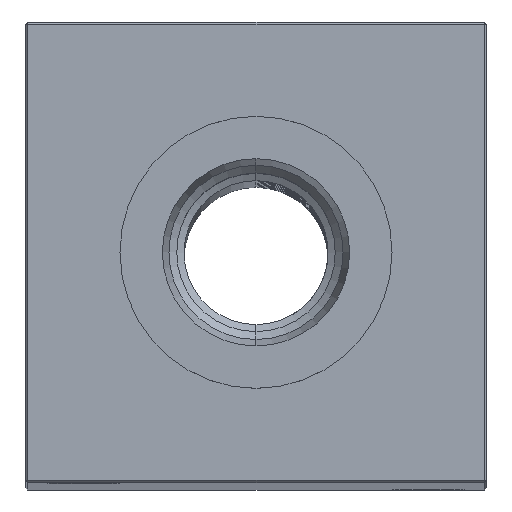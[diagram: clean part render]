
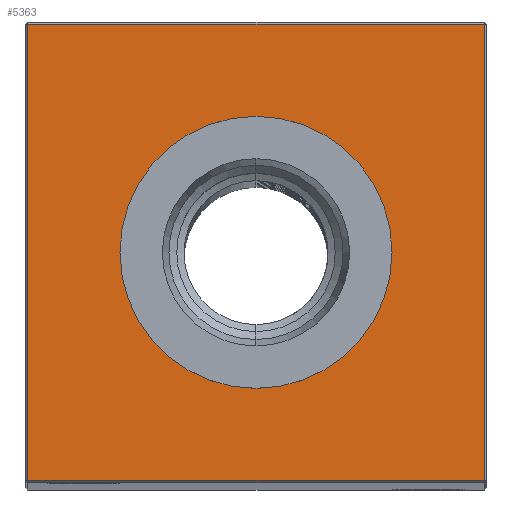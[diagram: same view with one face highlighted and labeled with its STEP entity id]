
A CAD part, top view. The second image highlights one B-rep face of the part: STEP entity #5363.
In plain terms, the highlighted planar face has unit normal (0, 0, 1).
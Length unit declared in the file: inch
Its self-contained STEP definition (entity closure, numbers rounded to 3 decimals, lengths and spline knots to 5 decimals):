
#429 = CARTESIAN_POINT ( 'NONE',  ( 0.99, -0.99, 18.25 ) ) ;
#789 = CARTESIAN_POINT ( 'NONE',  ( -0.99, 0., 18.25 ) ) ;
#879 = ORIENTED_EDGE ( 'NONE', *, *, #21908, .T. ) ;
#1783 = CARTESIAN_POINT ( 'NONE',  ( -0.99, -0.99, 18.25 ) ) ;
#1976 = FACE_OUTER_BOUND ( 'NONE', #2633, .T. ) ;
#2153 = DIRECTION ( 'NONE',  ( -1., 0., 0. ) ) ;
#2633 = EDGE_LOOP ( 'NONE', ( #11326, #21276, #5043, #16141 ) ) ;
#2892 = CARTESIAN_POINT ( 'NONE',  ( 0.99, 0.99, 18.25 ) ) ;
#3032 = DIRECTION ( 'NONE',  ( 0., -1., 0. ) ) ;
#3198 = AXIS2_PLACEMENT_3D ( 'NONE', #26885, #15002, #8594 ) ;
#3654 = CIRCLE ( 'NONE', #3198, 0.59055 ) ;
#4203 = DIRECTION ( 'NONE',  ( -1., 0., 0. ) ) ;
#4235 = CARTESIAN_POINT ( 'NONE',  ( 0., 0.99, 18.25 ) ) ;
#5043 = ORIENTED_EDGE ( 'NONE', *, *, #8424, .T. ) ;
#5363 = ADVANCED_FACE ( 'NONE', ( #1976, #24745 ), #13598, .F. ) ;
#6543 = EDGE_CURVE ( 'NONE', #10364, #22977, #16583, .T. ) ;
#7150 = VERTEX_POINT ( 'NONE', #25693 ) ;
#8424 = EDGE_CURVE ( 'NONE', #8824, #9484, #13602, .T. ) ;
#8594 = DIRECTION ( 'NONE',  ( -1., 0., 0. ) ) ;
#8824 = VERTEX_POINT ( 'NONE', #429 ) ;
#8969 = CARTESIAN_POINT ( 'NONE',  ( 0.99, 0., 18.25 ) ) ;
#8993 = LINE ( 'NONE', #25223, #12421 ) ;
#9484 = VERTEX_POINT ( 'NONE', #2892 ) ;
#10293 = EDGE_CURVE ( 'NONE', #15501, #7150, #22191, .T. ) ;
#10364 = VERTEX_POINT ( 'NONE', #17186 ) ;
#10430 = VECTOR ( 'NONE', #2153, 39.37008 ) ;
#10471 = DIRECTION ( 'NONE',  ( 0., 0., -1. ) ) ;
#11326 = ORIENTED_EDGE ( 'NONE', *, *, #6543, .T. ) ;
#12175 = VECTOR ( 'NONE', #18205, 39.37008 ) ;
#12421 = VECTOR ( 'NONE', #23129, 39.37008 ) ;
#13155 = DIRECTION ( 'NONE',  ( 0., 0., -1. ) ) ;
#13598 = PLANE ( 'NONE',  #17533 ) ;
#13602 = LINE ( 'NONE', #8969, #12175 ) ;
#14041 = ORIENTED_EDGE ( 'NONE', *, *, #10293, .T. ) ;
#14803 = DIRECTION ( 'NONE',  ( -1., 0., 0. ) ) ;
#14825 = EDGE_CURVE ( 'NONE', #22977, #8824, #8993, .T. ) ;
#15002 = DIRECTION ( 'NONE',  ( 0., 0., -1. ) ) ;
#15476 = AXIS2_PLACEMENT_3D ( 'NONE', #19696, #10471, #14803 ) ;
#15501 = VERTEX_POINT ( 'NONE', #22331 ) ;
#15992 = EDGE_LOOP ( 'NONE', ( #14041, #879 ) ) ;
#16141 = ORIENTED_EDGE ( 'NONE', *, *, #28100, .T. ) ;
#16583 = LINE ( 'NONE', #789, #20668 ) ;
#17186 = CARTESIAN_POINT ( 'NONE',  ( -0.99, 0.99, 18.25 ) ) ;
#17533 = AXIS2_PLACEMENT_3D ( 'NONE', #17763, #13155, #4203 ) ;
#17763 = CARTESIAN_POINT ( 'NONE',  ( 0., 0., 18.25 ) ) ;
#18205 = DIRECTION ( 'NONE',  ( 0., 1., 0. ) ) ;
#19696 = CARTESIAN_POINT ( 'NONE',  ( 0., 0., 18.25 ) ) ;
#20668 = VECTOR ( 'NONE', #3032, 39.37008 ) ;
#21276 = ORIENTED_EDGE ( 'NONE', *, *, #14825, .T. ) ;
#21908 = EDGE_CURVE ( 'NONE', #7150, #15501, #3654, .T. ) ;
#22191 = CIRCLE ( 'NONE', #15476, 0.59055 ) ;
#22331 = CARTESIAN_POINT ( 'NONE',  ( 0., 0.59055, 18.25 ) ) ;
#22977 = VERTEX_POINT ( 'NONE', #1783 ) ;
#23129 = DIRECTION ( 'NONE',  ( 1., 0., 0. ) ) ;
#24745 = FACE_BOUND ( 'NONE', #15992, .T. ) ;
#25223 = CARTESIAN_POINT ( 'NONE',  ( 0., -0.99, 18.25 ) ) ;
#25693 = CARTESIAN_POINT ( 'NONE',  ( 0., -0.59055, 18.25 ) ) ;
#26885 = CARTESIAN_POINT ( 'NONE',  ( 0., 0., 18.25 ) ) ;
#28100 = EDGE_CURVE ( 'NONE', #9484, #10364, #29236, .T. ) ;
#29236 = LINE ( 'NONE', #4235, #10430 ) ;
